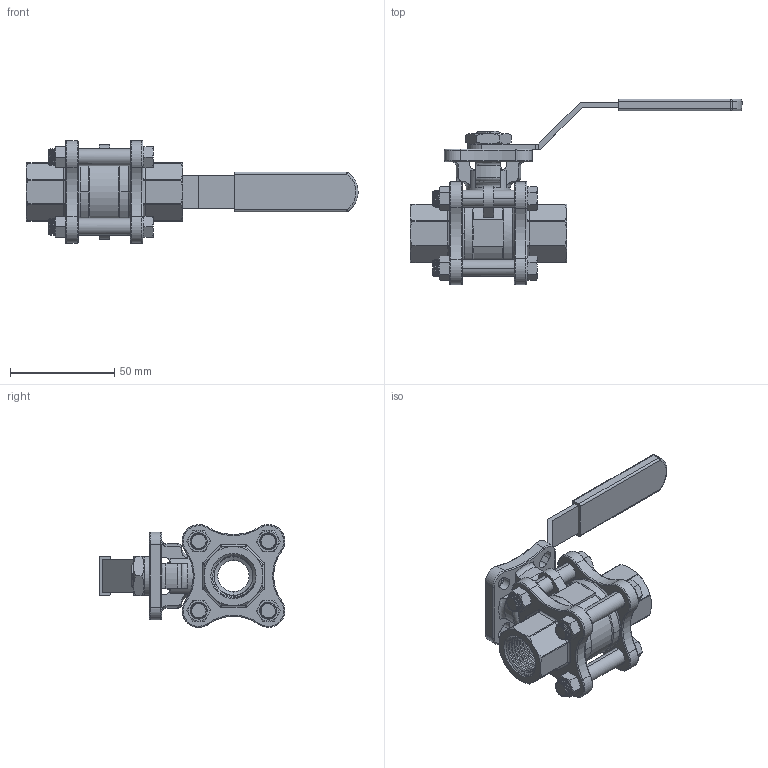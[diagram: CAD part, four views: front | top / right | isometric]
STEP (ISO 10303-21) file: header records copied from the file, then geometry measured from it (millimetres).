
FILE_DESCRIPTION((''),'2;1');
FILE_NAME('2013D-M3-015_ASM','2014-12-22T',('Administrator'),(''),'PRO/ENGINEER BY PARAMETRIC TECHNOLOGY CORPORATION, 2011080','PRO/ENGINEER BY PARAMETRIC TECHNOLOGY CORPORATION, 2011080','');
FILE_SCHEMA(('CONFIG_CONTROL_DESIGN'));
Products named in the file (11): 2013D-M3-015A-BODY; 2013D-M3-BALL-015; 2013D-M3-SETM-015; 2013D-M3-BASHOUPIAN; 2013D-M3-HANDLE-015; 2013D-M3-015B-CAP1; JIAOTAO-010; LUOGAN; LUOMU; 2013D-M3-HANDLENUT-15; 2013D-M3-015_ASM
Assembly tree (17 placements, depth 2):
  2013D-M3-015_ASM
    2013D-M3-015A-BODY
    2013D-M3-BALL-015
    2013D-M3-SETM-015
    2013D-M3-BASHOUPIAN
    2013D-M3-HANDLE-015
    2013D-M3-015B-CAP1  x2
    JIAOTAO-010
    LUOGAN  x4
    LUOMU  x4
    2013D-M3-HANDLENUT-15
Bounding box: 158.96 x 88.91 x 49.22 mm (x, y, z)
Volume: 88073.7 mm3; surface area: 52833.7 mm2
Topology: 20 solids, 20 shells, 1021 faces, 2647 edges, 1673 vertices
Faces by surface type: cylinder 354, plane 212, bspline 184, cone 161, torus 104, sphere 6
Entity records: 42240 total; most frequent: CARTESIAN_POINT 27184, ORIENTED_EDGE 3434, DIRECTION 2610, EDGE_CURVE 1717, VERTEX_POINT 1095, AXIS2_PLACEMENT_3D 1057, B_SPLINE_CURVE_WITH_KNOTS 702, EDGE_LOOP 692
